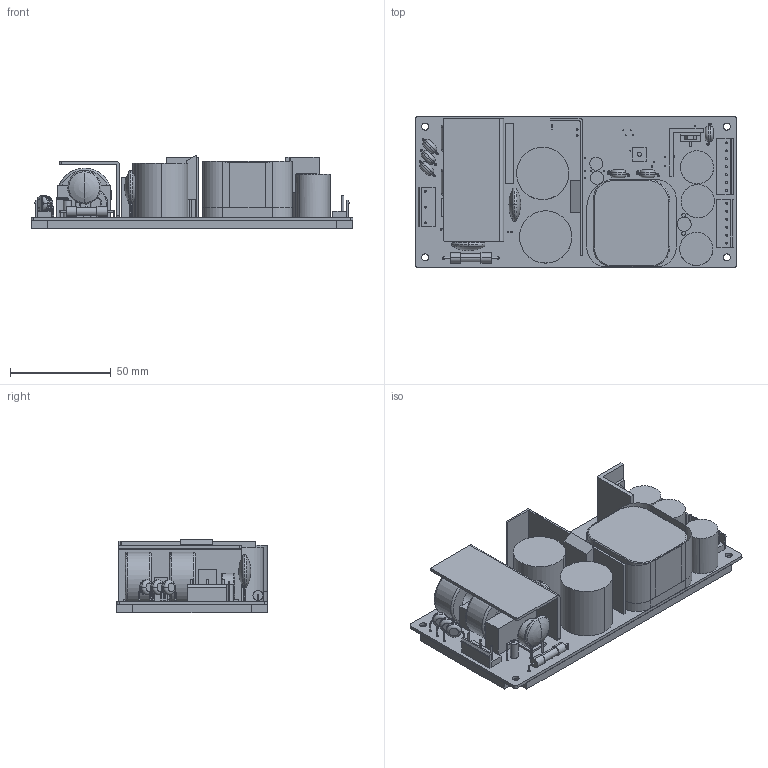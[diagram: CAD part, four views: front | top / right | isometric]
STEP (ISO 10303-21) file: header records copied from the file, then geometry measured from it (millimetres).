
FILE_DESCRIPTION((''),'2;1');
FILE_NAME('3D-UNOWT3150-012024-08-23_ASM','2024-08-23T',('410022'),(''),'PRO/ENGINEER BY PARAMETRIC TECHNOLOGY CORPORATION, 2010280','PRO/ENGINEER BY PARAMETRIC TECHNOLOGY CORPORATION, 2010280','');
FILE_SCHEMA(('AUTOMOTIVE_DESIGN_CC2 { 1 2 10303 214 -1 1 5 2 }'));
Length unit declared in the file: millimetre
Products named in the file (111): MSBR-109; MSBR-108; MSBR-107; MSBR-106; MSBR-105; MSBR-104; MSBR-103; MSBR-102; MSBR-101; MSBR-100; MSBR-99; MSBR-98; MSBR-97; MSBR-96; MSBR-95; MSBR-94; MSBR-93; MSBR-92; MSBR-91; MSBR-90; MSBR-89; MSBR-88; MSBR-87; MSBR-86; MSBR-85; MSBR-84; MSBR-83; MSBR-82; MSBR-81; MSBR-80; MSBR-79; MSBR-78; MSBR-77; MSBR-76; MSBR-75; MSBR-74; MSBR-73; MSBR-72; MSBR-71; MSBR-70 ...
Assembly tree (110 placements, depth 2):
  3D-UNOWT3150-012024-08-23_ASM
    MSBR-109
    MSBR-108
    MSBR-107
    MSBR-106
    MSBR-105
    MSBR-104
    MSBR-103
    MSBR-102
    MSBR-101
    MSBR-100
    MSBR-99
    MSBR-98
    MSBR-97
    MSBR-96
    MSBR-95
    MSBR-94
    MSBR-93
    MSBR-92
    MSBR-91
    MSBR-90
    MSBR-89
    MSBR-88
    MSBR-87
    MSBR-86
    MSBR-85
    MSBR-84
    MSBR-83
    MSBR-82
    MSBR-81
    MSBR-80
    MSBR-79
    MSBR-78
    MSBR-77
    MSBR-76
    MSBR-75
    MSBR-74
    MSBR-73
    MSBR-72
    MSBR-71
    MSBR-70
    MSBR-69
    MSBR-68
    MSBR-67
    MSBR-66
    MSBR-65
    MSBR-64
    MSBR-63
    MSBR-62
    MSBR-61
    MSBR-60
    MSBR-59
    MSBR-58
    MSBR-57
    MSBR-56
    MSBR-55
    MSBR-54
    MSBR-53
    MSBR-52
    MSBR-51
Bounding box: 160 x 75 x 36.6 mm (x, y, z)
Volume: 193290 mm3; surface area: 108420.8 mm2
Topology: 109 solids, 110 shells, 1022 faces, 2518 edges, 1691 vertices
Faces by surface type: plane 471, cylinder 449, torus 54, sphere 24, revolution 24
Entity records: 41746 total; most frequent: CARTESIAN_POINT 6761, DIRECTION 6054, ORIENTED_EDGE 4940, EDGE_CURVE 2478, AXIS2_PLACEMENT_3D 2427, VERTEX_POINT 1691, EDGE_LOOP 1271, CIRCLE 1206
